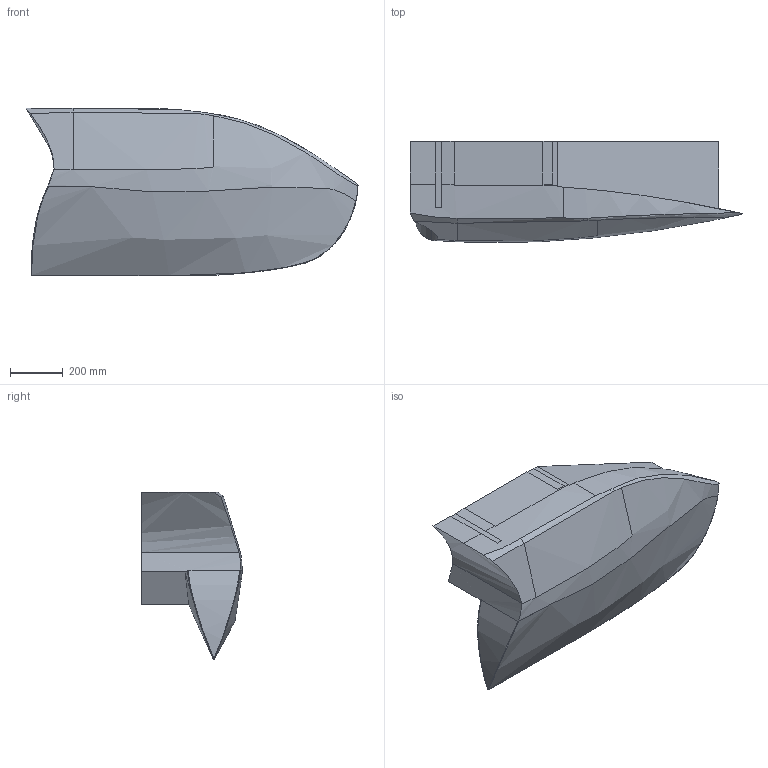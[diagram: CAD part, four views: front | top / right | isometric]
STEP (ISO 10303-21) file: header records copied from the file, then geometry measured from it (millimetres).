
FILE_DESCRIPTION(/* description */ (''),/* implementation_level */ '2;1');
FILE_NAME(/* name */ 'Govdev2.step',/* time_stamp */ '2022-12-29T18:15:45+03:00',/* author */ (''),/* organization */ (''),/* preprocessor_version */ 'ST-DEVELOPER v19.2',/* originating_system */ 'Autodesk Translation Framework v11.17.0.187',/* authorisation */ '');
FILE_SCHEMA (('AUTOMOTIVE_DESIGN { 1 0 10303 214 3 1 1 }'));
Length unit declared in the file: millimetre
Products named in the file (1): Gövde sadeleştirilmiş
Bounding box: 1261.79 x 383.6 x 638.29 mm (x, y, z)
Volume: 149114354.1 mm3; surface area: 2141332.9 mm2
Topology: 1 solids, 1 shells, 37 faces, 111 edges, 76 vertices
Faces by surface type: bspline 25, plane 11, sphere 1
Entity records: 3768 total; most frequent: CARTESIAN_POINT 2964, ORIENTED_EDGE 222, EDGE_CURVE 111, B_SPLINE_CURVE_WITH_KNOTS 86, VERTEX_POINT 76, DIRECTION 53, FACE_OUTER_BOUND 37, EDGE_LOOP 37
